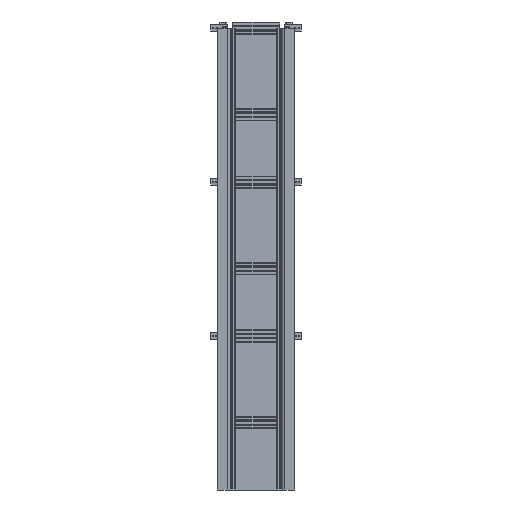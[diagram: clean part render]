
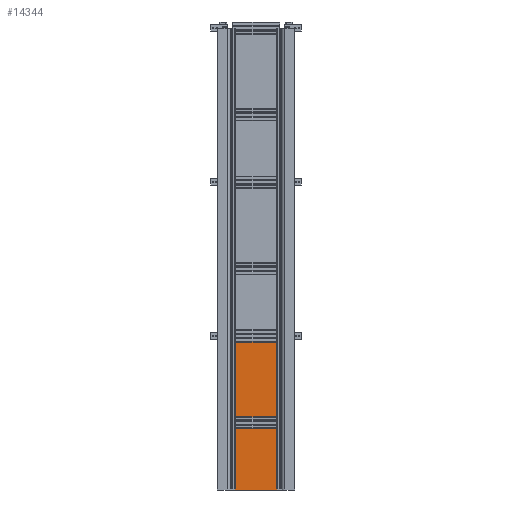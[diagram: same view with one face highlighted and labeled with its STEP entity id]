
A CAD part, front view. The second image highlights one B-rep face of the part: STEP entity #14344.
In plain terms, the highlighted face is planar.
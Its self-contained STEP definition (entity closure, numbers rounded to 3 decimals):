
#14229=DIRECTION('',(1.,0.,0.));
#14230=VECTOR('',#14229,269.5);
#14231=CARTESIAN_POINT('',(-134.75,3.,400.));
#14232=LINE('',#14231,#14230);
#14233=DIRECTION('',(0.,0.,1.));
#14234=VECTOR('',#14233,800.);
#14235=CARTESIAN_POINT('',(-134.75,3.,-400.));
#14236=LINE('',#14235,#14234);
#14237=DIRECTION('',(-1.,0.,0.));
#14238=VECTOR('',#14237,269.5);
#14239=CARTESIAN_POINT('',(134.75,3.,-400.));
#14240=LINE('',#14239,#14238);
#14241=DIRECTION('',(0.,0.,-1.));
#14242=VECTOR('',#14241,800.);
#14243=CARTESIAN_POINT('',(134.75,3.,400.));
#14244=LINE('',#14243,#14242);
#14253=CARTESIAN_POINT('',(-134.75,3.,400.));
#14254=CARTESIAN_POINT('',(134.75,3.,400.));
#14255=VERTEX_POINT('',#14253);
#14256=VERTEX_POINT('',#14254);
#14257=CARTESIAN_POINT('',(134.75,3.,-400.));
#14258=VERTEX_POINT('',#14257);
#14259=CARTESIAN_POINT('',(-134.75,3.,-400.));
#14260=VERTEX_POINT('',#14259);
#14333=CARTESIAN_POINT('',(0.,3.,0.));
#14334=DIRECTION('',(0.,1.,0.));
#14335=DIRECTION('',(1.,0.,0.));
#14336=AXIS2_PLACEMENT_3D('',#14333,#14334,#14335);
#14337=PLANE('',#14336);
#14338=ORIENTED_EDGE('',*,*,#14285,.F.);
#14339=ORIENTED_EDGE('',*,*,#14300,.F.);
#14340=ORIENTED_EDGE('',*,*,#14314,.F.);
#14341=ORIENTED_EDGE('',*,*,#14327,.F.);
#14342=EDGE_LOOP('',(#14338,#14339,#14340,#14341));
#14343=FACE_OUTER_BOUND('',#14342,.F.);
#14285=EDGE_CURVE('',#14255,#14256,#14232,.T.);
#14300=EDGE_CURVE('',#14260,#14255,#14236,.T.);
#14314=EDGE_CURVE('',#14258,#14260,#14240,.T.);
#14327=EDGE_CURVE('',#14256,#14258,#14244,.T.);
#14344=ADVANCED_FACE('',(#14343),#14337,.T.);
